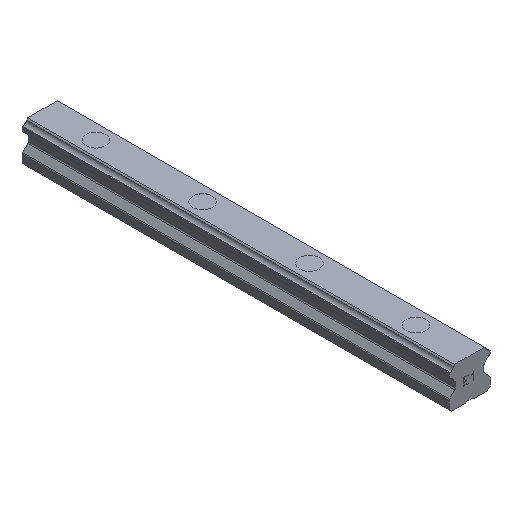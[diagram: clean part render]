
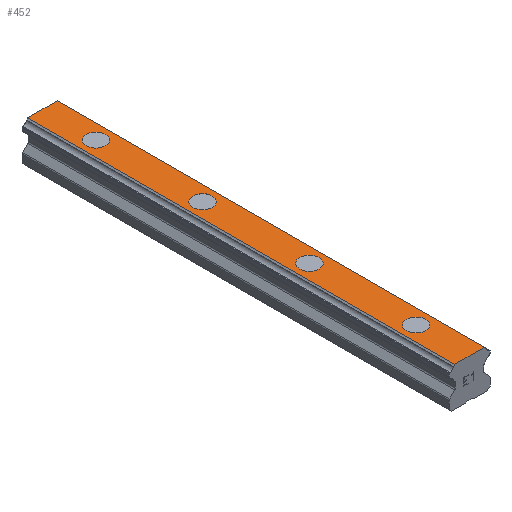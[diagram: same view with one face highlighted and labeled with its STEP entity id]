
A CAD part, isometric view. The second image highlights one B-rep face of the part: STEP entity #452.
In plain terms, the highlighted planar face has unit normal (0, 0, 1).
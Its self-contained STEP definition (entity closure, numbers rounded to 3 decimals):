
#452=ADVANCED_FACE('',(#930,#931,#932,#933,#934),#935,.T.);
#930=FACE_BOUND('',#1427,.T.);
#931=FACE_BOUND('',#1428,.T.);
#932=FACE_BOUND('',#1429,.T.);
#933=FACE_BOUND('',#1430,.T.);
#934=FACE_OUTER_BOUND('',#1431,.T.);
#935=PLANE('',#1432);
#1427=EDGE_LOOP('',(#2794,#2795));
#1428=EDGE_LOOP('',(#2796,#2797));
#1429=EDGE_LOOP('',(#2798,#2799));
#1430=EDGE_LOOP('',(#2800,#2801));
#1431=EDGE_LOOP('',(#2802,#2803,#2804,#2805));
#1432=AXIS2_PLACEMENT_3D('',#2806,#2807,#2808);
#2794=ORIENTED_EDGE('',*,*,#3067,.T.);
#2795=ORIENTED_EDGE('',*,*,#3449,.T.);
#2796=ORIENTED_EDGE('',*,*,#3053,.T.);
#2797=ORIENTED_EDGE('',*,*,#3475,.T.);
#2798=ORIENTED_EDGE('',*,*,#3039,.T.);
#2799=ORIENTED_EDGE('',*,*,#3490,.T.);
#2800=ORIENTED_EDGE('',*,*,#3025,.T.);
#2801=ORIENTED_EDGE('',*,*,#3505,.T.);
#2802=ORIENTED_EDGE('',*,*,#3427,.T.);
#2803=ORIENTED_EDGE('',*,*,#3560,.F.);
#2804=ORIENTED_EDGE('',*,*,#3291,.F.);
#2805=ORIENTED_EDGE('',*,*,#3558,.T.);
#2806=CARTESIAN_POINT('',(0.0,240.0,22.));
#2807=DIRECTION('',(0.0,0.0,1.0));
#2808=DIRECTION('',(-1.0,0.0,-0.0));
#3025=EDGE_CURVE('',#3630,#3627,#3631,.T.);
#3039=EDGE_CURVE('',#3656,#3653,#3657,.T.);
#3053=EDGE_CURVE('',#3682,#3679,#3683,.T.);
#3067=EDGE_CURVE('',#3708,#3705,#3709,.T.);
#3291=EDGE_CURVE('',#4047,#4049,#4050,.T.);
#3427=EDGE_CURVE('',#4276,#4274,#4277,.T.);
#3449=EDGE_CURVE('',#3705,#3708,#4318,.T.);
#3475=EDGE_CURVE('',#3679,#3682,#4351,.T.);
#3490=EDGE_CURVE('',#3653,#3656,#4369,.T.);
#3505=EDGE_CURVE('',#3627,#3630,#4387,.T.);
#3558=EDGE_CURVE('',#4047,#4276,#4443,.T.);
#3560=EDGE_CURVE('',#4049,#4274,#4445,.T.);
#3627=VERTEX_POINT('',#4514);
#3630=VERTEX_POINT('',#4518);
#3631=CIRCLE('',#4519,5.5);
#3653=VERTEX_POINT('',#4544);
#3656=VERTEX_POINT('',#4548);
#3657=CIRCLE('',#4549,5.5);
#3679=VERTEX_POINT('',#4574);
#3682=VERTEX_POINT('',#4578);
#3683=CIRCLE('',#4579,5.5);
#3705=VERTEX_POINT('',#4604);
#3708=VERTEX_POINT('',#4608);
#3709=CIRCLE('',#4609,5.5);
#4047=VERTEX_POINT('',#5080);
#4049=VERTEX_POINT('',#5083);
#4050=LINE('',#5084,#5085);
#4274=VERTEX_POINT('',#5397);
#4276=VERTEX_POINT('',#5400);
#4277=LINE('',#5401,#5402);
#4318=CIRCLE('',#5452,5.5);
#4351=CIRCLE('',#5494,5.5);
#4369=CIRCLE('',#5515,5.5);
#4387=CIRCLE('',#5536,5.5);
#4443=LINE('',#5614,#5615);
#4445=LINE('',#5617,#5618);
#4514=CARTESIAN_POINT('',(5.5,30.0,22.));
#4518=CARTESIAN_POINT('',(-5.5,30.0,22.));
#4519=AXIS2_PLACEMENT_3D('',#5711,#5712,#5713);
#4544=CARTESIAN_POINT('',(5.5,90.0,22.));
#4548=CARTESIAN_POINT('',(-5.5,90.0,22.));
#4549=AXIS2_PLACEMENT_3D('',#5739,#5740,#5741);
#4574=CARTESIAN_POINT('',(5.5,150.0,22.));
#4578=CARTESIAN_POINT('',(-5.5,150.0,22.));
#4579=AXIS2_PLACEMENT_3D('',#5767,#5768,#5769);
#4604=CARTESIAN_POINT('',(5.5,210.0,22.));
#4608=CARTESIAN_POINT('',(-5.5,210.0,22.));
#4609=AXIS2_PLACEMENT_3D('',#5795,#5796,#5797);
#5080=CARTESIAN_POINT('',(-8.3,240.0,22.));
#5083=CARTESIAN_POINT('',(8.3,240.0,22.));
#5084=CARTESIAN_POINT('',(-8.3,240.0,22.));
#5085=VECTOR('',#6028,1.0);
#5397=CARTESIAN_POINT('',(8.3,0.0,22.));
#5400=CARTESIAN_POINT('',(-8.3,0.0,22.));
#5401=CARTESIAN_POINT('',(-8.3,0.0,22.));
#5402=VECTOR('',#6184,1.0);
#5452=AXIS2_PLACEMENT_3D('',#6227,#6228,#6229);
#5494=AXIS2_PLACEMENT_3D('',#6266,#6267,#6268);
#5515=AXIS2_PLACEMENT_3D('',#6287,#6288,#6289);
#5536=AXIS2_PLACEMENT_3D('',#6308,#6309,#6310);
#5614=CARTESIAN_POINT('',(-8.3,240.0,22.));
#5615=VECTOR('',#6348,1.0);
#5617=CARTESIAN_POINT('',(8.3,240.0,22.));
#5618=VECTOR('',#6349,1.0);
#5711=CARTESIAN_POINT('',(0.0,30.0,22.));
#5712=DIRECTION('',(0.0,0.0,-1.0));
#5713=DIRECTION('',(1.0,0.0,0.0));
#5739=CARTESIAN_POINT('',(0.0,90.0,22.));
#5740=DIRECTION('',(0.0,0.0,-1.0));
#5741=DIRECTION('',(1.0,0.0,0.0));
#5767=CARTESIAN_POINT('',(0.0,150.0,22.));
#5768=DIRECTION('',(0.0,0.0,-1.0));
#5769=DIRECTION('',(1.0,0.0,0.0));
#5795=CARTESIAN_POINT('',(0.0,210.0,22.));
#5796=DIRECTION('',(0.0,0.0,-1.0));
#5797=DIRECTION('',(1.0,0.0,0.0));
#6028=DIRECTION('',(1.0,0.0,0.0));
#6184=DIRECTION('',(1.0,0.0,0.0));
#6227=CARTESIAN_POINT('',(0.0,210.0,22.));
#6228=DIRECTION('',(0.0,0.0,-1.0));
#6229=DIRECTION('',(1.0,0.0,0.0));
#6266=CARTESIAN_POINT('',(0.0,150.0,22.));
#6267=DIRECTION('',(0.0,0.0,-1.0));
#6268=DIRECTION('',(1.0,0.0,0.0));
#6287=CARTESIAN_POINT('',(0.0,90.0,22.));
#6288=DIRECTION('',(0.0,0.0,-1.0));
#6289=DIRECTION('',(1.0,0.0,0.0));
#6308=CARTESIAN_POINT('',(0.0,30.0,22.));
#6309=DIRECTION('',(0.0,0.0,-1.0));
#6310=DIRECTION('',(1.0,0.0,0.0));
#6348=DIRECTION('',(0.0,-1.0,0.0));
#6349=DIRECTION('',(0.0,-1.0,0.0));
